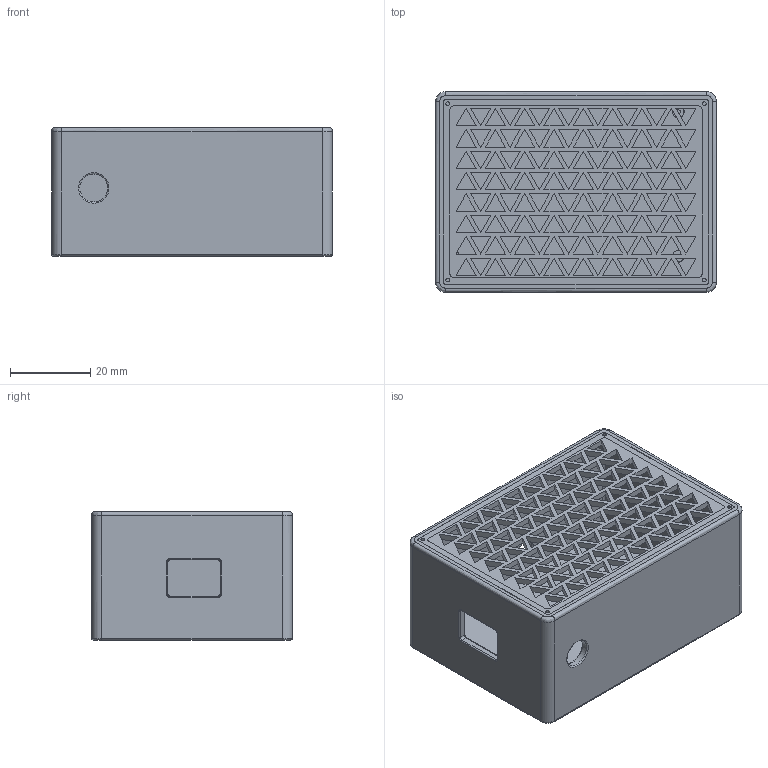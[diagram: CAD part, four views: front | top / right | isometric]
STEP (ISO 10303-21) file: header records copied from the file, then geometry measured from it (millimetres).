
FILE_DESCRIPTION(/* description */ (''),/* implementation_level */ '2;1');
FILE_NAME(/* name */ 'universalremote v15.step',/* time_stamp */ '2025-06-21T22:38:56+02:00',/* author */ (''),/* organization */ (''),/* preprocessor_version */ 'ST-DEVELOPER v20.1',/* originating_system */ 'Autodesk Translation Framework v14.10.0.0',/* authorisation */ '');
FILE_SCHEMA (('AUTOMOTIVE_DESIGN { 1 0 10303 214 3 1 1 }'));
Length unit declared in the file: millimetre
Products named in the file (2): universalremote; Deckel
Assembly tree (1 placements, depth 2):
  universalremote
    Deckel
Bounding box: 70 x 50 x 32 mm (x, y, z)
Volume: 23144 mm3; surface area: 28548.6 mm2
Topology: 3 solids, 3 shells, 569 faces, 1597 edges, 1043 vertices
Faces by surface type: plane 439, cylinder 74, torus 36, cone 12, bspline 8
Full cylindrical faces by diameter (mm): 1 x8, 3 x4, 5.2 x1, 7 x1
Entity records: 18968 total; most frequent: CARTESIAN_POINT 3569, ORIENTED_EDGE 3194, DIRECTION 2920, EDGE_CURVE 1597, LINE 1354, VECTOR 1354, VERTEX_POINT 1043, EDGE_LOOP 858
